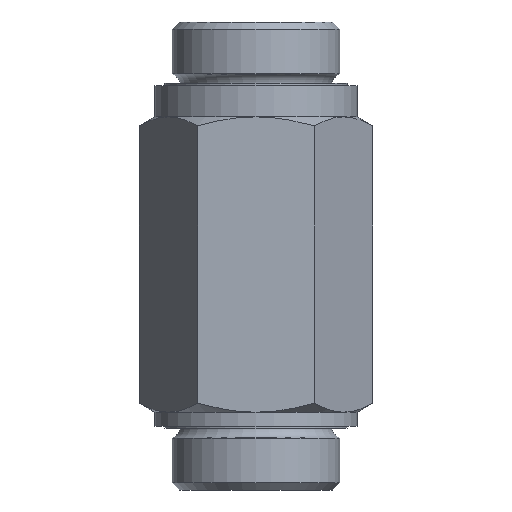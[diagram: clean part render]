
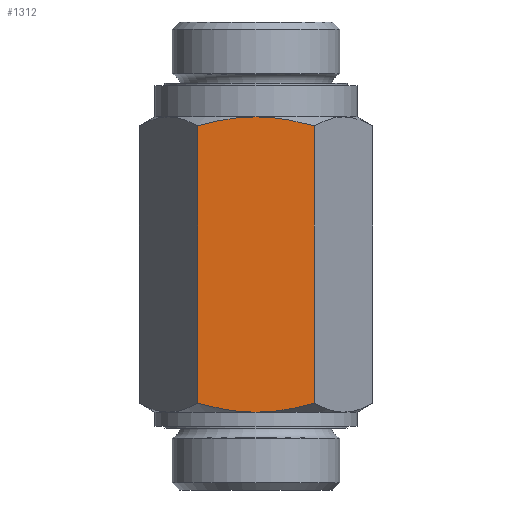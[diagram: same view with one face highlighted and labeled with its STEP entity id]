
A CAD part, left-side view. The second image highlights one B-rep face of the part: STEP entity #1312.
In plain terms, the highlighted planar face has unit normal (-1, 0, 0).
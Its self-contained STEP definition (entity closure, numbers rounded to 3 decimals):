
#23=PLANE('',#1403);
#47=B_SPLINE_CURVE_WITH_KNOTS('',3,(#1776,#1777,#1778,#1779),
 .UNSPECIFIED.,.F.,.F.,(4,4),(0.02,0.03),
 .UNSPECIFIED.);
#49=B_SPLINE_CURVE_WITH_KNOTS('',3,(#1789,#1790,#1791,#1792),
 .UNSPECIFIED.,.F.,.F.,(4,4),(0.03,0.039),
 .UNSPECIFIED.);
#59=B_SPLINE_CURVE_WITH_KNOTS('',3,(#1873,#1874,#1875,#1876),
 .UNSPECIFIED.,.F.,.F.,(4,4),(0.02,0.03),
 .UNSPECIFIED.);
#60=B_SPLINE_CURVE_WITH_KNOTS('',3,(#1878,#1879,#1880,#1881),
 .UNSPECIFIED.,.F.,.F.,(4,4),(0.03,0.039),
 .UNSPECIFIED.);
#208=ORIENTED_EDGE('',*,*,#411,.T.);
#209=ORIENTED_EDGE('',*,*,#414,.T.);
#210=ORIENTED_EDGE('',*,*,#437,.F.);
#211=ORIENTED_EDGE('',*,*,#438,.T.);
#212=ORIENTED_EDGE('',*,*,#439,.T.);
#213=ORIENTED_EDGE('',*,*,#440,.T.);
#411=EDGE_CURVE('',#531,#532,#47,.T.);
#414=EDGE_CURVE('',#532,#534,#49,.T.);
#437=EDGE_CURVE('',#551,#534,#605,.T.);
#438=EDGE_CURVE('',#551,#552,#59,.T.);
#439=EDGE_CURVE('',#552,#553,#60,.T.);
#440=EDGE_CURVE('',#553,#531,#606,.T.);
#531=VERTEX_POINT('',#1780);
#532=VERTEX_POINT('',#1781);
#534=VERTEX_POINT('',#1793);
#551=VERTEX_POINT('',#1872);
#552=VERTEX_POINT('',#1877);
#553=VERTEX_POINT('',#1882);
#605=LINE('',#1871,#641);
#606=LINE('',#1883,#642);
#641=VECTOR('',#1569,1000.);
#642=VECTOR('',#1570,1000.);
#692=EDGE_LOOP('',(#208,#209,#210,#211,#212,#213));
#780=FACE_BOUND('',#692,.T.);
#1312=ADVANCED_FACE('',(#780),#23,.T.);
#1403=AXIS2_PLACEMENT_3D('',#1870,#1567,#1568);
#1567=DIRECTION('',(-1.,0.,0.));
#1568=DIRECTION('',(0.,0.,1.));
#1569=DIRECTION('',(0.,0.,1.));
#1570=DIRECTION('',(0.,0.,1.));
#1776=CARTESIAN_POINT('',(-16.,-9.238,-1.429));
#1777=CARTESIAN_POINT('',(-16.,-6.228,-0.56));
#1778=CARTESIAN_POINT('',(-16.,-3.164,0.));
#1779=CARTESIAN_POINT('',(-16.,0.,0.));
#1780=CARTESIAN_POINT('',(-16.,-9.238,-1.429));
#1781=CARTESIAN_POINT('',(-16.,0.,0.));
#1789=CARTESIAN_POINT('',(-16.,0.,0.));
#1790=CARTESIAN_POINT('',(-16.,3.162,0.));
#1791=CARTESIAN_POINT('',(-16.,6.232,-0.561));
#1792=CARTESIAN_POINT('',(-16.,9.238,-1.429));
#1793=CARTESIAN_POINT('',(-16.,9.238,-1.429));
#1870=CARTESIAN_POINT('',(-16.,9.238,-50.));
#1871=CARTESIAN_POINT('',(-16.,9.238,-50.));
#1872=CARTESIAN_POINT('',(-16.,9.238,-45.271));
#1873=CARTESIAN_POINT('',(-16.,9.238,-45.271));
#1874=CARTESIAN_POINT('',(-16.,6.228,-46.14));
#1875=CARTESIAN_POINT('',(-16.,3.164,-46.7));
#1876=CARTESIAN_POINT('',(-16.,0.,-46.7));
#1877=CARTESIAN_POINT('',(-16.,0.,-46.7));
#1878=CARTESIAN_POINT('',(-16.,0.,-46.7));
#1879=CARTESIAN_POINT('',(-16.,-3.162,-46.7));
#1880=CARTESIAN_POINT('',(-16.,-6.232,-46.139));
#1881=CARTESIAN_POINT('',(-16.,-9.238,-45.271));
#1882=CARTESIAN_POINT('',(-16.,-9.238,-45.271));
#1883=CARTESIAN_POINT('',(-16.,-9.238,-50.));
